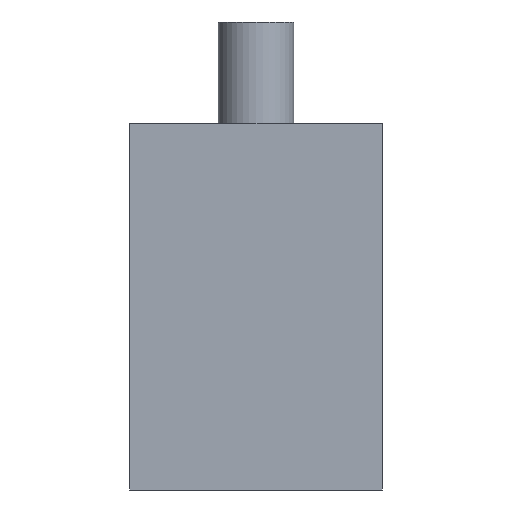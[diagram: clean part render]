
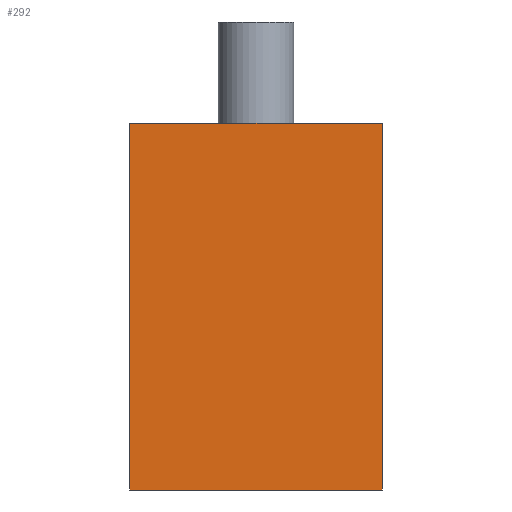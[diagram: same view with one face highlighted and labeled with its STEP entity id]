
A CAD part, left-side view. The second image highlights one B-rep face of the part: STEP entity #292.
In plain terms, the highlighted planar face has unit normal (-1, 0, 0).
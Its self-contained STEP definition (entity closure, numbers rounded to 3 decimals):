
#48=FACE_OUTER_BOUND('',#68,.T.);
#68=EDGE_LOOP('',(#247,#248,#249,#250));
#92=LINE('',#475,#120);
#100=LINE('',#490,#128);
#101=LINE('',#492,#129);
#102=LINE('',#493,#130);
#120=VECTOR('',#396,10.);
#128=VECTOR('',#408,10.);
#129=VECTOR('',#411,10.);
#130=VECTOR('',#412,10.);
#148=VERTEX_POINT('',#472);
#149=VERTEX_POINT('',#474);
#153=VERTEX_POINT('',#486);
#154=VERTEX_POINT('',#488);
#180=EDGE_CURVE('',#148,#149,#92,.T.);
#188=EDGE_CURVE('',#153,#154,#100,.T.);
#189=EDGE_CURVE('',#148,#153,#101,.T.);
#190=EDGE_CURVE('',#149,#154,#102,.T.);
#247=ORIENTED_EDGE('',*,*,#189,.T.);
#248=ORIENTED_EDGE('',*,*,#188,.T.);
#249=ORIENTED_EDGE('',*,*,#190,.F.);
#250=ORIENTED_EDGE('',*,*,#180,.F.);
#274=PLANE('',#332);
#292=ADVANCED_FACE('',(#48),#274,.T.);
#332=AXIS2_PLACEMENT_3D('',#491,#409,#410);
#396=DIRECTION('',(0.,0.,1.));
#408=DIRECTION('',(0.,0.,1.));
#409=DIRECTION('center_axis',(-1.,0.,0.));
#410=DIRECTION('ref_axis',(0.,-1.,0.));
#411=DIRECTION('',(0.,-1.,0.));
#412=DIRECTION('',(0.,-1.,0.));
#472=CARTESIAN_POINT('',(0.,10.,0.));
#474=CARTESIAN_POINT('',(0.,10.,14.5));
#475=CARTESIAN_POINT('',(0.,10.,0.));
#486=CARTESIAN_POINT('',(0.,0.,0.));
#488=CARTESIAN_POINT('',(0.,0.,14.5));
#490=CARTESIAN_POINT('',(0.,0.,0.));
#491=CARTESIAN_POINT('Origin',(0.,10.,0.));
#492=CARTESIAN_POINT('',(0.,10.,0.));
#493=CARTESIAN_POINT('',(0.,10.,14.5));
